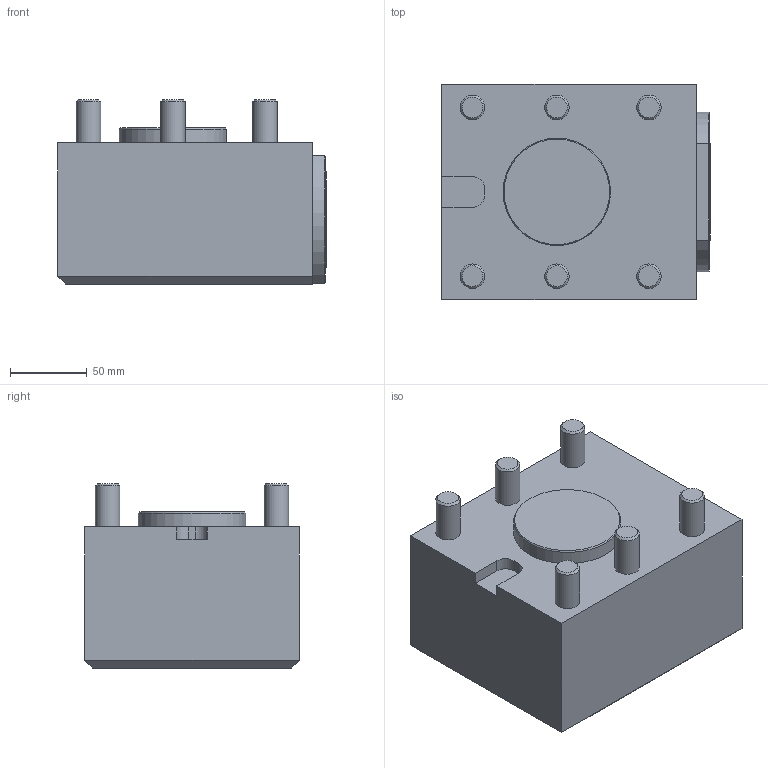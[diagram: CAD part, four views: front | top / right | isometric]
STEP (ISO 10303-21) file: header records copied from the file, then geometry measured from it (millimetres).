
FILE_DESCRIPTION(/* description */ (''),/* implementation_level */ '2;1');
FILE_NAME(/* name */ '1597318375935.stp',/* time_stamp */ '2020-08-13T13:33:04+02:00',/* author */ (''),/* organization */ ('SMS'),/* preprocessor_version */ 'ST-DEVELOPER v16.7',/* originating_system */ 'SIEMENS PLM Software NX 12.0',/* authorisation */ '');
FILE_SCHEMA (('AUTOMOTIVE_DESIGN { 1 0 10303 214 3 1 1 1 }'));
Length unit declared in the file: millimetre
Products named in the file (1): 201679387mod000_01
Bounding box: 175 x 140 x 120 mm (x, y, z)
Volume: 2211986.8 mm3; surface area: 119838.5 mm2
Topology: 1 solids, 1 shells, 57 faces, 128 edges, 87 vertices
Faces by surface type: plane 28, cone 16, cylinder 13
Full cylindrical faces by diameter (mm): 4 x1, 16 x6, 63 x1, 70 x1
Entity records: 1550 total; most frequent: CARTESIAN_POINT 308, DIRECTION 265, ORIENTED_EDGE 202, AXIS2_PLACEMENT_3D 108, EDGE_CURVE 101, EDGE_LOOP 85, VERTEX_POINT 74, ADVANCED_FACE 57
